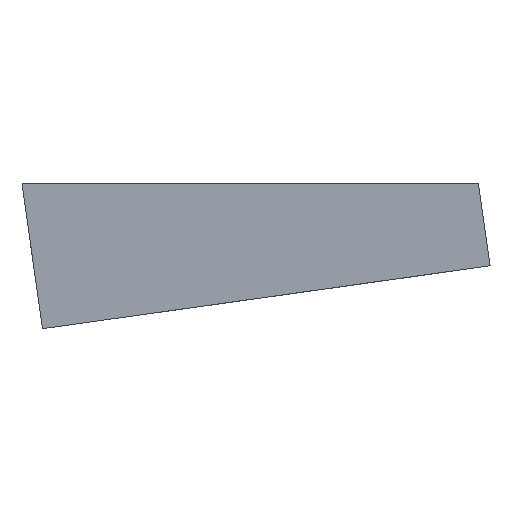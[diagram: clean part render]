
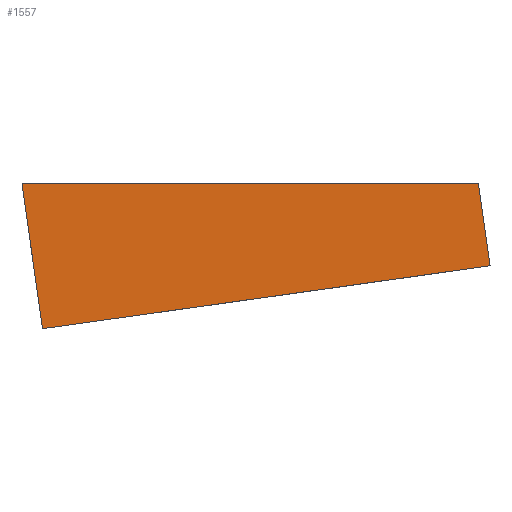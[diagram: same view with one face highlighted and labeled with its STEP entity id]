
A CAD part, left-side view. The second image highlights one B-rep face of the part: STEP entity #1557.
In plain terms, the highlighted planar face has unit normal (-1, 0, 0).
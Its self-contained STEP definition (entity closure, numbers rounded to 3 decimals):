
#879=CARTESIAN_POINT('',(-4.918,111.903,-6.553));
#880=VERTEX_POINT('',#879);
#881=CARTESIAN_POINT('',(-4.918,5.944,8.338));
#882=VERTEX_POINT('',#881);
#883=CARTESIAN_POINT('',(-4.918,111.903,-6.553));
#884=DIRECTION('',(0.,-0.99,0.139));
#885=VECTOR('',#884,107.);
#886=LINE('',#883,#885);
#887=EDGE_CURVE('',#880,#882,#886,.T.);
#1493=CARTESIAN_POINT('',(-4.918,116.74,27.869));
#1494=VERTEX_POINT('',#1493);
#1495=CARTESIAN_POINT('',(-4.918,116.74,27.869));
#1496=DIRECTION('',(0.,-0.139,-0.99));
#1497=VECTOR('',#1496,34.761);
#1498=LINE('',#1495,#1497);
#1499=EDGE_CURVE('',#1494,#880,#1498,.T.);
#1534=CARTESIAN_POINT('',(-4.918,13.741,25.869));
#1535=DIRECTION('',(-1.,0.,0.));
#1536=DIRECTION('',(0.,-1.,-0.));
#1537=AXIS2_PLACEMENT_3D('',#1534,#1535,#1536);
#1538=PLANE('',#1537);
#1539=ORIENTED_EDGE('',*,*,#1499,.T.);
#1540=ORIENTED_EDGE('',*,*,#887,.T.);
#1541=CARTESIAN_POINT('',(-4.918,8.689,27.869));
#1542=VERTEX_POINT('',#1541);
#1543=CARTESIAN_POINT('',(-4.918,8.689,27.869));
#1544=DIRECTION('',(-0.,-0.139,-0.99));
#1545=VECTOR('',#1544,19.723);
#1546=LINE('',#1543,#1545);
#1547=EDGE_CURVE('',#1542,#882,#1546,.T.);
#1548=ORIENTED_EDGE('',*,*,#1547,.F.);
#1549=CARTESIAN_POINT('',(-4.918,8.689,27.869));
#1550=DIRECTION('',(-0.,1.,0.));
#1551=VECTOR('',#1550,108.052);
#1552=LINE('',#1549,#1551);
#1553=EDGE_CURVE('',#1542,#1494,#1552,.T.);
#1554=ORIENTED_EDGE('',*,*,#1553,.T.);
#1555=EDGE_LOOP('',(#1539,#1540,#1548,#1554));
#1556=FACE_BOUND('',#1555,.T.);
#1557=ADVANCED_FACE('',(#1556),#1538,.T.);
